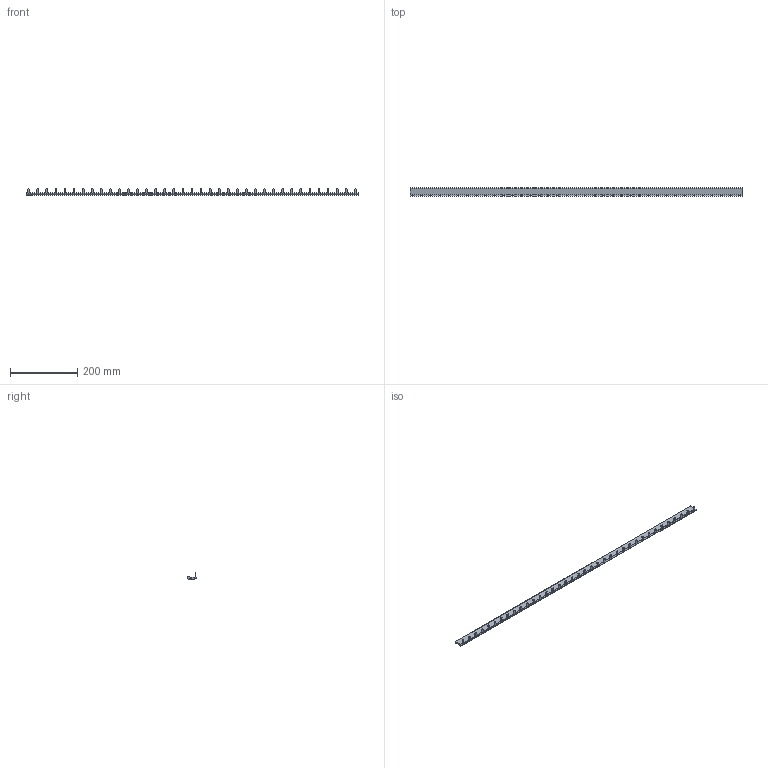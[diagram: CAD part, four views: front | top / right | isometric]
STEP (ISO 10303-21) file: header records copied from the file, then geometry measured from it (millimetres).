
FILE_DESCRIPTION((''),'2;1');
FILE_NAME('ASM9498_ASM','2021-05-10T',('marketing.praksa'),('Audax d.o.o.'),'CREO PARAMETRIC BY PTC INC, 2017480','CREO PARAMETRIC BY PTC INC, 2017480','');
FILE_SCHEMA(('AUTOMOTIVE_DESIGN { 1 0 10303 214 1 1 1 1 }'));
Length unit declared in the file: millimetre
Products named in the file (4): PRT9503; PRT9505; PRT9506; ASM9498_ASM
Assembly tree (3 placements, depth 2):
  ASM9498_ASM
    PRT9503
    PRT9505
    PRT9506
Bounding box: 988 x 25.78 x 17.97 mm (x, y, z)
Volume: 136471.7 mm3; surface area: 67712.6 mm2
Topology: 41 solids, 41 shells, 339 faces, 762 edges, 508 vertices
Faces by surface type: plane 248, cylinder 91
Entity records: 14649 total; most frequent: DIRECTION 1636, CARTESIAN_POINT 1626, ORIENTED_EDGE 1524, PRESENTATION_STYLE_ASSIGNMENT 1142, STYLED_ITEM 1142, CURVE_STYLE 762, EDGE_CURVE 762, VECTOR 580
